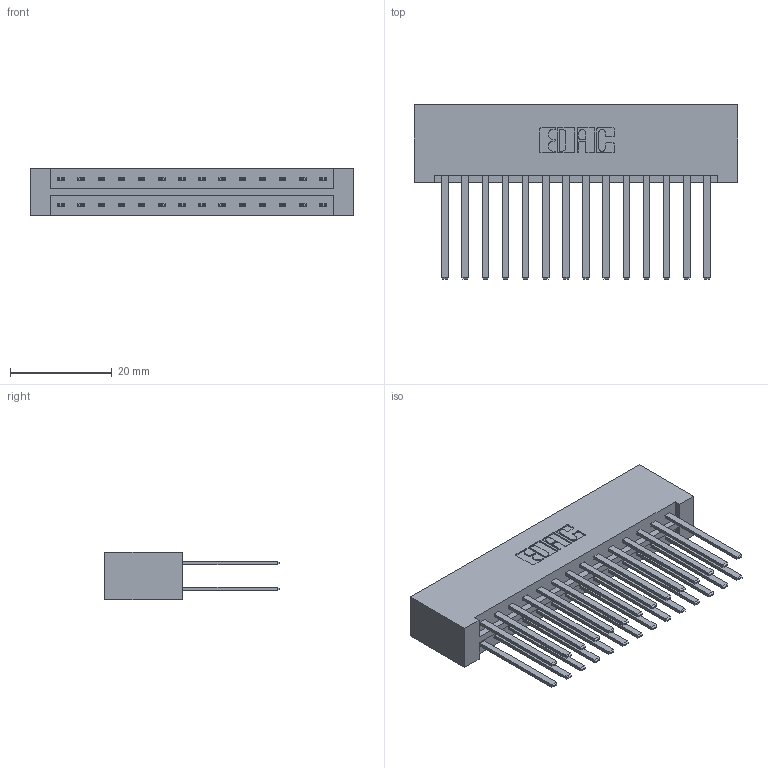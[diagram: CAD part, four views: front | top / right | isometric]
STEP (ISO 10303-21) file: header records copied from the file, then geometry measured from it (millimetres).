
FILE_DESCRIPTION (( 'STEP AP203' ), '1' );
FILE_NAME ('333-028-544-201.STEP', '2018-08-02T15:27:48', ( '' ), ( '' ), 'SwSTEP 2.0', 'SolidWorks 2016', '' );
FILE_SCHEMA (( 'CONFIG_CONTROL_DESIGN' ));
Length unit declared in the file: inch
Products named in the file (3): 333 Part_Lugless; 345-292-001_345-293-144; 333-028-544-201
Assembly tree (29 placements, depth 2):
  333-028-544-201
    333 Part_Lugless
    345-292-001_345-293-144  x28
Bounding box: 63.73 x 34.3 x 9.4 mm (x, y, z)
Volume: 7269.2 mm3; surface area: 9581.3 mm2
Topology: 29 solids, 29 shells, 1394 faces, 4123 edges, 2710 vertices
Faces by surface type: plane 962, cylinder 432
Entity records: 12167 total; most frequent: CARTESIAN_POINT 2046, ORIENTED_EDGE 1982, DIRECTION 1787, EDGE_CURVE 991, LINE 875, VECTOR 875, VERTEX_POINT 658, AXIS2_PLACEMENT_3D 456
